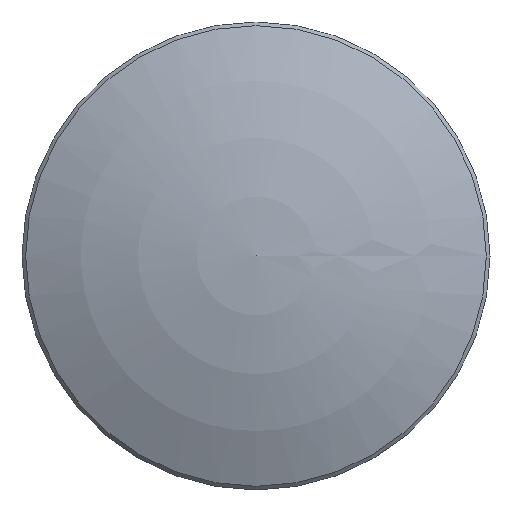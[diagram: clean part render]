
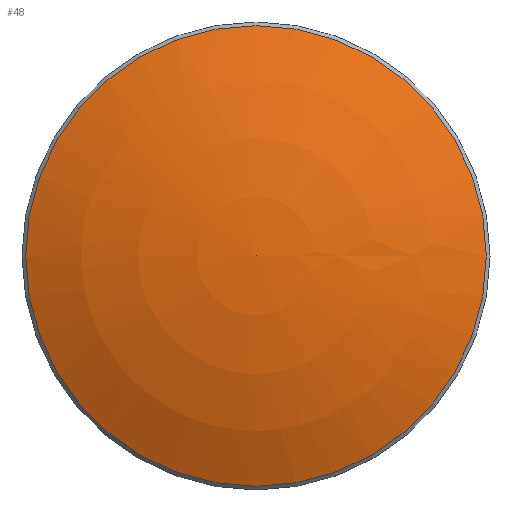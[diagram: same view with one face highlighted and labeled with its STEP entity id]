
A CAD part, top view. The second image highlights one B-rep face of the part: STEP entity #48.
In plain terms, the highlighted spherical face has radius 45.152 mm.
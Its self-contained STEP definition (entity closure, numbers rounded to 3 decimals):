
#48 = ADVANCED_FACE( '', ( #99 ), #100, .T. );
#99 = FACE_OUTER_BOUND( '', #144, .T. );
#100 = SPHERICAL_SURFACE( '', #145, 45.152 );
#144 = EDGE_LOOP( '', ( #197 ) );
#145 = AXIS2_PLACEMENT_3D( '', #198, #199, #200 );
#197 = ORIENTED_EDGE( '', *, *, #221, .T. );
#198 = CARTESIAN_POINT( '', ( 0., 0., -37.652 ) );
#199 = DIRECTION( '', ( 0., 0., 1. ) );
#200 = DIRECTION( '', ( 1., 0., 0. ) );
#221 = EDGE_CURVE( '', #245, #245, #246, .T. );
#245 = VERTEX_POINT( '', #273 );
#246 = CIRCLE( '', #274, 18.8 );
#273 = CARTESIAN_POINT( '', ( 18.8, 0., 3.4 ) );
#274 = AXIS2_PLACEMENT_3D( '', #302, #303, #304 );
#302 = CARTESIAN_POINT( '', ( 0., 0., 3.4 ) );
#303 = DIRECTION( '', ( 0., 0., 1. ) );
#304 = DIRECTION( '', ( 1., 0., 0. ) );
